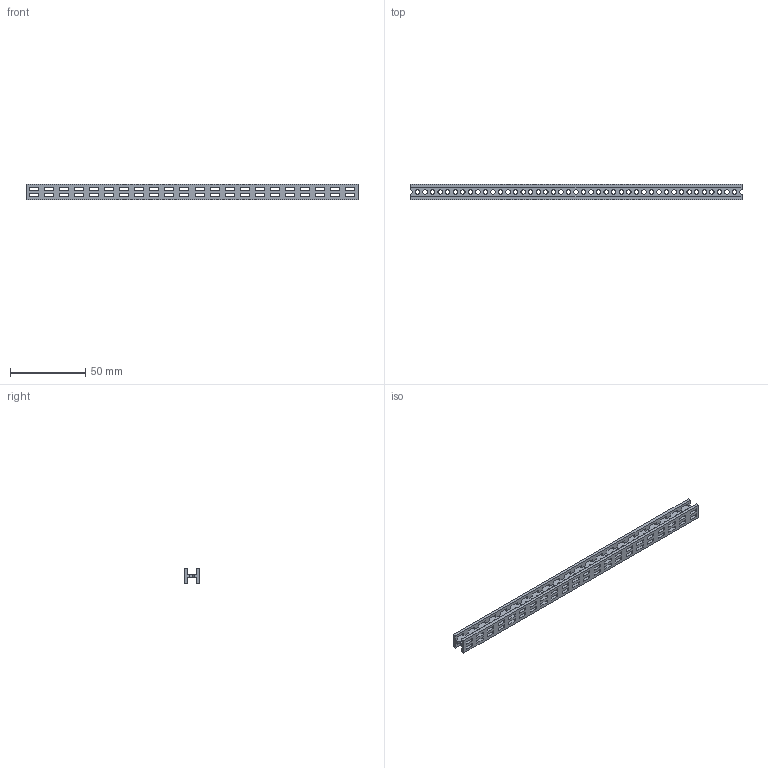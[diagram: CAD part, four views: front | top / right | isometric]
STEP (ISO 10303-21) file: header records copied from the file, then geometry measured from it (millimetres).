
FILE_DESCRIPTION (( 'STEP AP203' ), '1' );
FILE_NAME ('Beam 220.STEP', '2017-02-03T08:51:54', ( '' ), ( '' ), 'SwSTEP 2.0', 'SolidWorks 2015', '' );
FILE_SCHEMA (( 'CONFIG_CONTROL_DESIGN' ));
Length unit declared in the file: millimetre
Products named in the file (1): Beam 220
Bounding box: 220 x 10 x 10 mm (x, y, z)
Volume: 8706 mm3; surface area: 13323.3 mm2
Topology: 1 solids, 1 shells, 369 faces, 1365 edges, 910 vertices
Faces by surface type: plane 280, cylinder 89
Entity records: 14938 total; most frequent: ORIENTED_EDGE 2730, CARTESIAN_POINT 2645, DIRECTION 2283, EDGE_CURVE 1365, VECTOR 1187, LINE 1187, VERTEX_POINT 910, AXIS2_PLACEMENT_3D 548
